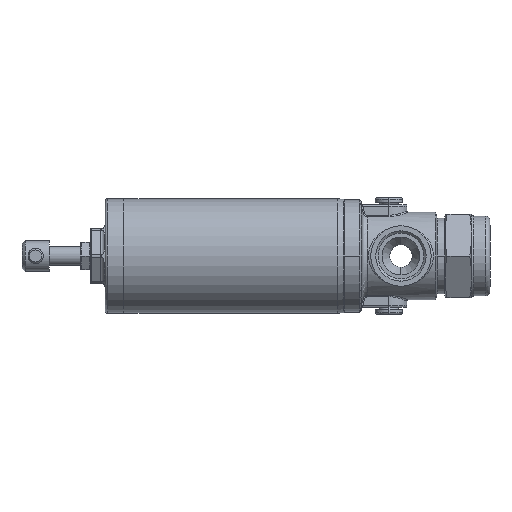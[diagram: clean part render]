
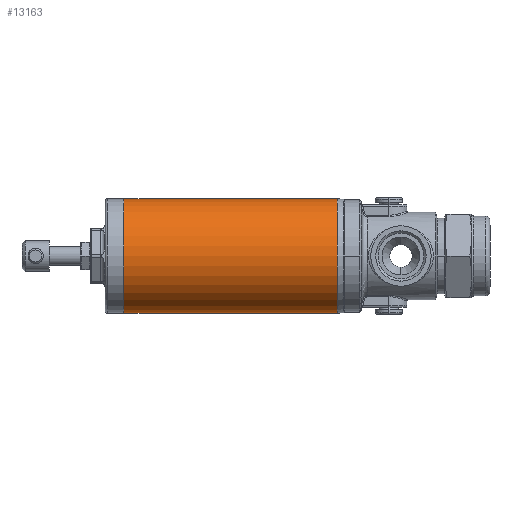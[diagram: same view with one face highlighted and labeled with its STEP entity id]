
A CAD part, left-side view. The second image highlights one B-rep face of the part: STEP entity #13163.
In plain terms, the highlighted cylindrical face has radius 38 mm (diameter 76 mm), a partial arc.
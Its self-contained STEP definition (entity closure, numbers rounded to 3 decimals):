
#191 = EDGE_LOOP ( 'NONE', ( #1760, #4105, #11273, #12568 ) ) ;
#823 = VERTEX_POINT ( 'NONE', #14578 ) ;
#1481 = CARTESIAN_POINT ( 'NONE',  ( 0., 183.5, 38. ) ) ;
#1620 = EDGE_CURVE ( 'NONE', #6342, #12402, #14676, .T. ) ;
#1760 = ORIENTED_EDGE ( 'NONE', *, *, #7625, .T. ) ;
#2233 = AXIS2_PLACEMENT_3D ( 'NONE', #4921, #13510, #6162 ) ;
#2246 = CARTESIAN_POINT ( 'NONE',  ( 0., 185., 0. ) ) ;
#3188 = FACE_OUTER_BOUND ( 'NONE', #191, .T. ) ;
#4105 = ORIENTED_EDGE ( 'NONE', *, *, #8612, .T. ) ;
#4354 = DIRECTION ( 'NONE',  ( 0., -1., 0. ) ) ;
#4921 = CARTESIAN_POINT ( 'NONE',  ( 0., 42.1, 0. ) ) ;
#5030 = DIRECTION ( 'NONE',  ( 0., -1., 0. ) ) ;
#5853 = CARTESIAN_POINT ( 'NONE',  ( 0., 183.5, 0. ) ) ;
#6162 = DIRECTION ( 'NONE',  ( 0., 0., -1. ) ) ;
#6342 = VERTEX_POINT ( 'NONE', #1481 ) ;
#7083 = DIRECTION ( 'NONE',  ( 0., 0., -1. ) ) ;
#7625 = EDGE_CURVE ( 'NONE', #6342, #823, #10261, .T. ) ;
#8013 = EDGE_CURVE ( 'NONE', #10610, #12402, #14123, .T. ) ;
#8069 = CARTESIAN_POINT ( 'NONE',  ( 0., 42.1, 38. ) ) ;
#8366 = DIRECTION ( 'NONE',  ( 0., 0., 1. ) ) ;
#8612 = EDGE_CURVE ( 'NONE', #823, #10610, #9216, .T. ) ;
#9216 = LINE ( 'NONE', #12381, #12473 ) ;
#9584 = DIRECTION ( 'NONE',  ( 0., -1., 0. ) ) ;
#10261 = CIRCLE ( 'NONE', #11051, 38. ) ;
#10452 = CARTESIAN_POINT ( 'NONE',  ( 0., 185., 38. ) ) ;
#10610 = VERTEX_POINT ( 'NONE', #14945 ) ;
#11051 = AXIS2_PLACEMENT_3D ( 'NONE', #5853, #14435, #7083 ) ;
#11273 = ORIENTED_EDGE ( 'NONE', *, *, #8013, .T. ) ;
#12202 = CYLINDRICAL_SURFACE ( 'NONE', #12353, 38. ) ;
#12353 = AXIS2_PLACEMENT_3D ( 'NONE', #2246, #9584, #8366 ) ;
#12381 = CARTESIAN_POINT ( 'NONE',  ( 0., 185., -38. ) ) ;
#12402 = VERTEX_POINT ( 'NONE', #8069 ) ;
#12473 = VECTOR ( 'NONE', #5030, 1000. ) ;
#12568 = ORIENTED_EDGE ( 'NONE', *, *, #1620, .F. ) ;
#13163 = ADVANCED_FACE ( 'NONE', ( #3188 ), #12202, .T. ) ;
#13510 = DIRECTION ( 'NONE',  ( 0., 1., 0. ) ) ;
#14123 = CIRCLE ( 'NONE', #2233, 38. ) ;
#14274 = VECTOR ( 'NONE', #4354, 1000. ) ;
#14435 = DIRECTION ( 'NONE',  ( 0., -1., 0. ) ) ;
#14578 = CARTESIAN_POINT ( 'NONE',  ( 0., 183.5, -38. ) ) ;
#14676 = LINE ( 'NONE', #10452, #14274 ) ;
#14945 = CARTESIAN_POINT ( 'NONE',  ( 0., 42.1, -38. ) ) ;
